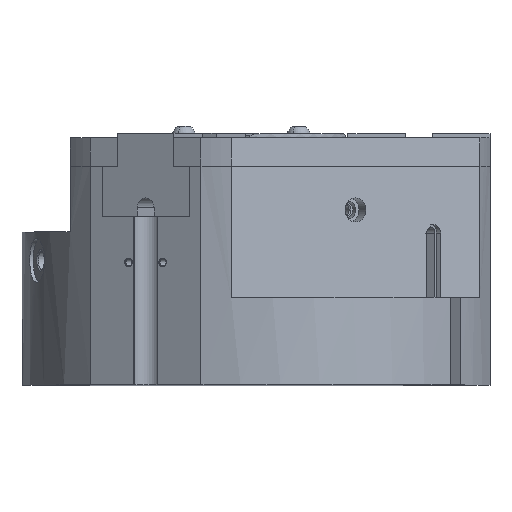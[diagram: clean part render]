
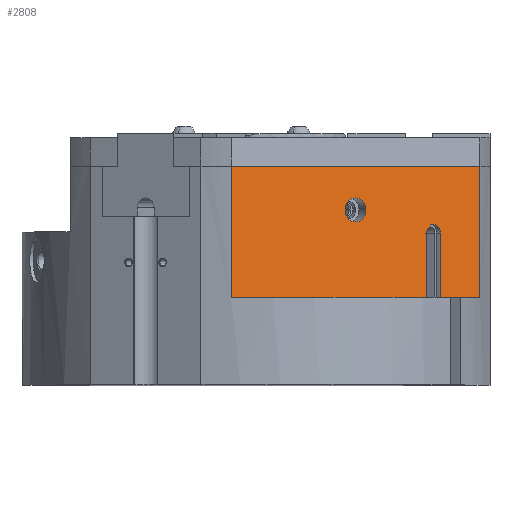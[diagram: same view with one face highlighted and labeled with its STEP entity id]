
A CAD part, top view. The second image highlights one B-rep face of the part: STEP entity #2808.
In plain terms, the highlighted planar face has unit normal (0.5, 0, 0.866).
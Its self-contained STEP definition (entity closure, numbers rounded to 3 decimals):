
#2584 = VERTEX_POINT( '', #7010 );
#2592 = VERTEX_POINT( '', #7019 );
#2708 = EDGE_CURVE( '', #6004, #3592, #7149, .T. );
#2808 = ADVANCED_FACE( '', ( #7264, #7265 ), #7266, .F. );
#2852 = VERTEX_POINT( '', #7313 );
#3482 = VERTEX_POINT( '', #8005 );
#3570 = EDGE_CURVE( '', #4804, #5292, #8107, .T. );
#3592 = VERTEX_POINT( '', #8130 );
#3738 = EDGE_CURVE( '', #2852, #2592, #8284, .T. );
#3882 = VERTEX_POINT( '', #8442 );
#3916 = EDGE_CURVE( '', #6448, #2584, #8478, .T. );
#4294 = VERTEX_POINT( '', #8895 );
#4312 = EDGE_CURVE( '', #3882, #6448, #8917, .T. );
#4418 = EDGE_CURVE( '', #4294, #3482, #9043, .T. );
#4500 = VERTEX_POINT( '', #9128 );
#4804 = VERTEX_POINT( '', #9467 );
#4810 = EDGE_CURVE( '', #5292, #4294, #9473, .T. );
#5050 = EDGE_CURVE( '', #2584, #6076, #9743, .T. );
#5166 = EDGE_CURVE( '', #4500, #5326, #9870, .T. );
#5292 = VERTEX_POINT( '', #10017 );
#5326 = VERTEX_POINT( '', #10057 );
#5480 = EDGE_CURVE( '', #2852, #3482, #10235, .T. );
#5608 = EDGE_CURVE( '', #4804, #3882, #10373, .T. );
#5888 = EDGE_CURVE( '', #6076, #4500, #10696, .T. );
#6004 = VERTEX_POINT( '', #10829 );
#6076 = VERTEX_POINT( '', #10907 );
#6092 = EDGE_CURVE( '', #3592, #6004, #10923, .T. );
#6448 = VERTEX_POINT( '', #11319 );
#6558 = EDGE_CURVE( '', #2592, #5326, #11445, .T. );
#7010 = CARTESIAN_POINT( '', ( 77.622, 73.357, 55.644 ) );
#7019 = CARTESIAN_POINT( '', ( 100.368, 40., 42.511 ) );
#7149 = CIRCLE( '', #12613, 5.5 );
#7264 = FACE_OUTER_BOUND( '', #12765, .T. );
#7265 = FACE_BOUND( '', #12766, .T. );
#7266 = PLANE( '', #12767 );
#7313 = CARTESIAN_POINT( '', ( 100.368, 99.99, 42.511 ) );
#8005 = CARTESIAN_POINT( '', ( -13.368, 99.99, 108.177 ) );
#8107 = LINE( '', #14124, #14125 );
#8130 = CARTESIAN_POINT( '', ( 43.5, 74.5, 75.344 ) );
#8284 = LINE( '', #14526, #14527 );
#8442 = CARTESIAN_POINT( '', ( 76.006, 69.5, 56.577 ) );
#8478 = LINE( '', #14793, #14794 );
#8895 = CARTESIAN_POINT( '', ( -13.368, 40., 108.177 ) );
#8917 = ELLIPSE( '', #15479, 3.034, 2.75 );
#9043 = LINE( '', #15640, #15641 );
#9128 = CARTESIAN_POINT( '', ( 82.456, 69.5, 52.853 ) );
#9467 = CARTESIAN_POINT( '', ( 76.006, 40., 56.577 ) );
#9473 = LINE( '', #16362, #16363 );
#9743 = ELLIPSE( '', #16839, 4.414, 4. );
#9870 = LINE( '', #17002, #17003 );
#10017 = CARTESIAN_POINT( '', ( 43.5, 40., 75.344 ) );
#10057 = CARTESIAN_POINT( '', ( 82.456, 40., 52.853 ) );
#10235 = LINE( '', #17531, #17532 );
#10373 = LINE( '', #17867, #17868 );
#10696 = ELLIPSE( '', #18449, 4.414, 4. );
#10829 = CARTESIAN_POINT( '', ( 43.5, 85.5, 75.344 ) );
#10907 = CARTESIAN_POINT( '', ( 78.634, 73.5, 55.06 ) );
#10923 = CIRCLE( '', #18751, 5.5 );
#11319 = CARTESIAN_POINT( '', ( 77.622, 72.038, 55.644 ) );
#11445 = LINE( '', #19523, #19524 );
#12613 = AXIS2_PLACEMENT_3D( '', #20137, #20138, #20139 );
#12765 = EDGE_LOOP( '', ( #20289, #20290, #20291, #20292, #20293, #20294, #20295, #20296, #20297, #20298, #20299, #20300 ) );
#12766 = EDGE_LOOP( '', ( #20301, #20302 ) );
#12767 = AXIS2_PLACEMENT_3D( '', #20303, #20304, #20305 );
#14124 = CARTESIAN_POINT( '', ( -14.795, 40., 109.001 ) );
#14125 = VECTOR( '', #21200, 1. );
#14526 = CARTESIAN_POINT( '', ( 100.368, 76.5, 42.511 ) );
#14527 = VECTOR( '', #21349, 1. );
#14793 = CARTESIAN_POINT( '', ( 77.622, 56.5, 55.644 ) );
#14794 = VECTOR( '', #21523, 1. );
#15479 = AXIS2_PLACEMENT_3D( '', #22044, #22045, #22046 );
#15640 = CARTESIAN_POINT( '', ( -13.368, 76.5, 108.177 ) );
#15641 = VECTOR( '', #22221, 1. );
#16362 = CARTESIAN_POINT( '', ( -14.795, 40., 109.001 ) );
#16363 = VECTOR( '', #22695, 1. );
#16839 = AXIS2_PLACEMENT_3D( '', #23035, #23036, #23037 );
#17002 = CARTESIAN_POINT( '', ( 82.456, 91.25, 52.853 ) );
#17003 = VECTOR( '', #23167, 1. );
#17531 = CARTESIAN_POINT( '', ( 108.75, 99.99, 37.672 ) );
#17532 = VECTOR( '', #23687, 1. );
#17867 = CARTESIAN_POINT( '', ( 76.006, 56.5, 56.577 ) );
#17868 = VECTOR( '', #23832, 1. );
#18449 = AXIS2_PLACEMENT_3D( '', #24247, #24248, #24249 );
#18751 = AXIS2_PLACEMENT_3D( '', #24509, #24510, #24511 );
#19523 = CARTESIAN_POINT( '', ( -14.795, 40., 109.001 ) );
#19524 = VECTOR( '', #25150, 1. );
#20137 = CARTESIAN_POINT( '', ( 43.5, 80., 75.344 ) );
#20138 = DIRECTION( '', ( -0.5, 0., -0.866 ) );
#20139 = DIRECTION( '', ( 0., 1., 0. ) );
#20289 = ORIENTED_EDGE( '', *, *, #5166, .T. );
#20290 = ORIENTED_EDGE( '', *, *, #6558, .F. );
#20291 = ORIENTED_EDGE( '', *, *, #3738, .F. );
#20292 = ORIENTED_EDGE( '', *, *, #5480, .T. );
#20293 = ORIENTED_EDGE( '', *, *, #4418, .F. );
#20294 = ORIENTED_EDGE( '', *, *, #4810, .F. );
#20295 = ORIENTED_EDGE( '', *, *, #3570, .F. );
#20296 = ORIENTED_EDGE( '', *, *, #5608, .T. );
#20297 = ORIENTED_EDGE( '', *, *, #4312, .T. );
#20298 = ORIENTED_EDGE( '', *, *, #3916, .T. );
#20299 = ORIENTED_EDGE( '', *, *, #5050, .T. );
#20300 = ORIENTED_EDGE( '', *, *, #5888, .T. );
#20301 = ORIENTED_EDGE( '', *, *, #2708, .T. );
#20302 = ORIENTED_EDGE( '', *, *, #6092, .T. );
#20303 = CARTESIAN_POINT( '', ( 174., 113., 0. ) );
#20304 = DIRECTION( '', ( -0.5, 0., -0.866 ) );
#20305 = DIRECTION( '', ( 0.866, 0., -0.5 ) );
#21200 = DIRECTION( '', ( -0.866, 0., 0.5 ) );
#21349 = DIRECTION( '', ( 0., -1., 0. ) );
#21523 = DIRECTION( '', ( 0., 1., 0. ) );
#22044 = CARTESIAN_POINT( '', ( 78.634, 69.5, 55.06 ) );
#22045 = DIRECTION( '', ( -0.5, 0., -0.866 ) );
#22046 = DIRECTION( '', ( 0.866, 0., -0.5 ) );
#22221 = DIRECTION( '', ( 0., 1., 0. ) );
#22695 = DIRECTION( '', ( -0.866, 0., 0.5 ) );
#23035 = CARTESIAN_POINT( '', ( 78.634, 69.5, 55.06 ) );
#23036 = DIRECTION( '', ( -0.5, 0., -0.866 ) );
#23037 = DIRECTION( '', ( -0.866, 0., 0.5 ) );
#23167 = DIRECTION( '', ( 0., -1., 0. ) );
#23687 = DIRECTION( '', ( -0.866, 0., 0.5 ) );
#23832 = DIRECTION( '', ( 0., 1., 0. ) );
#24247 = CARTESIAN_POINT( '', ( 78.634, 69.5, 55.06 ) );
#24248 = DIRECTION( '', ( -0.5, 0., -0.866 ) );
#24249 = DIRECTION( '', ( -0.866, 0., 0.5 ) );
#24509 = CARTESIAN_POINT( '', ( 43.5, 80., 75.344 ) );
#24510 = DIRECTION( '', ( -0.5, 0., -0.866 ) );
#24511 = DIRECTION( '', ( 0., 1., 0. ) );
#25150 = DIRECTION( '', ( -0.866, 0., 0.5 ) );
